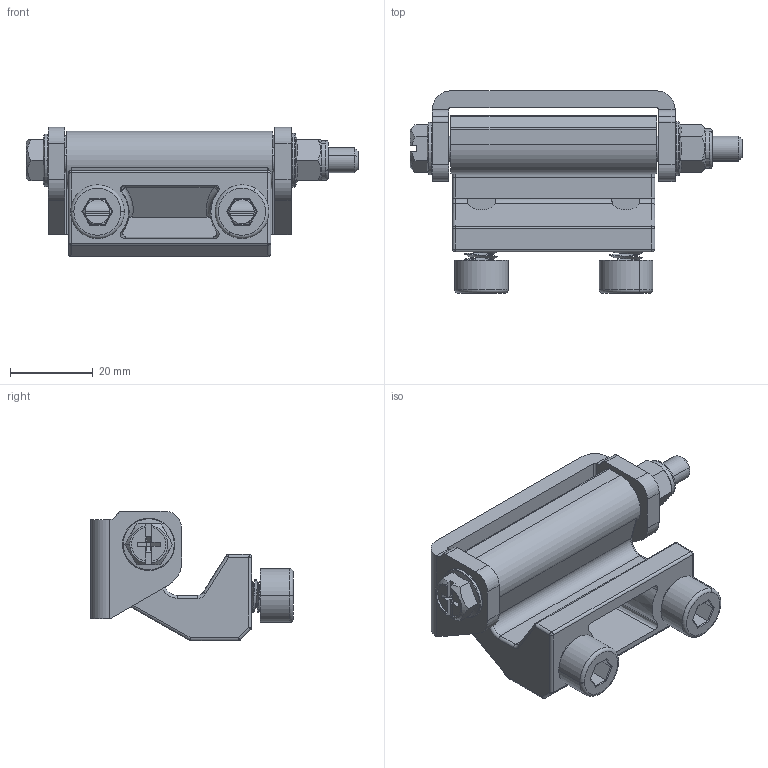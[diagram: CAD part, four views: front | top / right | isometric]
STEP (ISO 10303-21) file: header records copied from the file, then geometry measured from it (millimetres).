
FILE_DESCRIPTION (( 'STEP AP203' ), '1' );
FILE_NAME ('MG94.1.1.STEP', '2022-03-16T05:14:04', ( '' ), ( '' ), 'SwSTEP 2.0', 'SolidWorks 2021', '' );
FILE_SCHEMA (( 'CONFIG_CONTROL_DESIGN' ));
Length unit declared in the file: millimetre
Products named in the file (1): MG94.1.1
Bounding box: 80.4 x 48.95 x 31.35 mm (x, y, z)
Surface area: 16448.7 mm2 (no closed solid volume)
Topology: 0 solids, 8 shells, 223 faces, 604 edges, 375 vertices
Faces by surface type: cylinder 87, plane 83, torus 20, bspline 18, cone 13, sphere 2
Entity records: 8916 total; most frequent: CARTESIAN_POINT 3697, ORIENTED_EDGE 1074, DIRECTION 1018, EDGE_CURVE 594, AXIS2_PLACEMENT_3D 378, VERTEX_POINT 375, LINE 262, VECTOR 262
